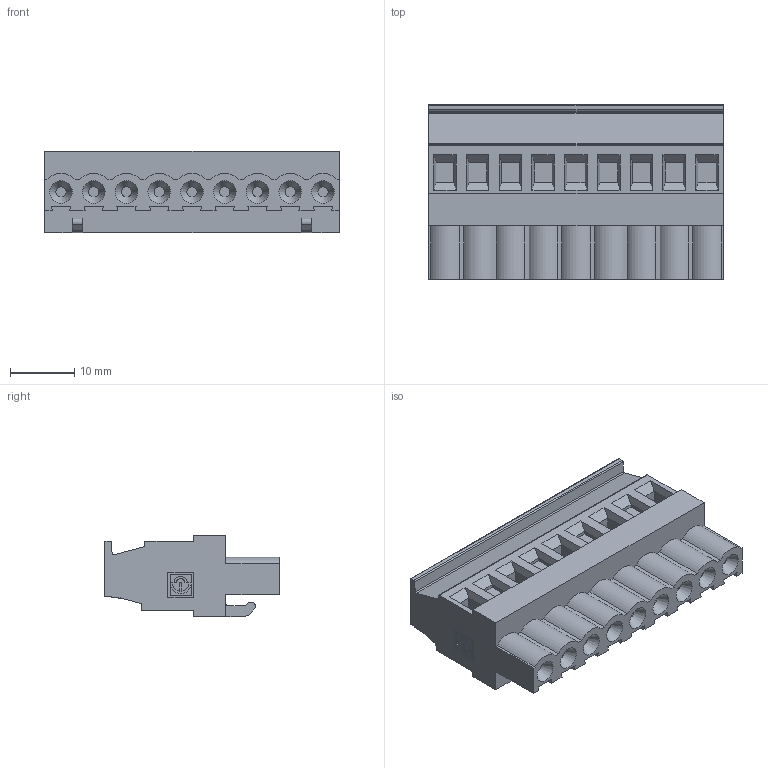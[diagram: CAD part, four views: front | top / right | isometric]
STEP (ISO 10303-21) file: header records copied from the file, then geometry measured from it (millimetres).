
FILE_DESCRIPTION(('STEP AP214'),'1');
FILE_NAME('SV05-10,16-P.stp','2021-06-28T14:26:34',(' '),(' '),'Spatial InterOp 3D',' ',' ');
FILE_SCHEMA(('AUTOMOTIVE_DESIGN { 1 0 10303 214 1 1 1 1 }'));
Length unit declared in the file: metre
Products named in the file (1): 1624890093
Bounding box: 45.72 x 27.1 x 12.7 mm (x, y, z)
Volume: 9866.7 mm3; surface area: 5559.6 mm2
Topology: 1 solids, 1 shells, 290 faces, 729 edges, 472 vertices
Faces by surface type: plane 223, cylinder 57, cone 9, extrusion 1
Full cylindrical faces by diameter (mm): 1.6 x9, 4 x9
Entity records: 10620 total; most frequent: CARTESIAN_POINT 1464, DIRECTION 1387, ORIENTED_EDGE 1370, EDGE_CURVE 685, VECTOR 531, LINE 530, VERTEX_POINT 455, AXIS2_PLACEMENT_3D 428
